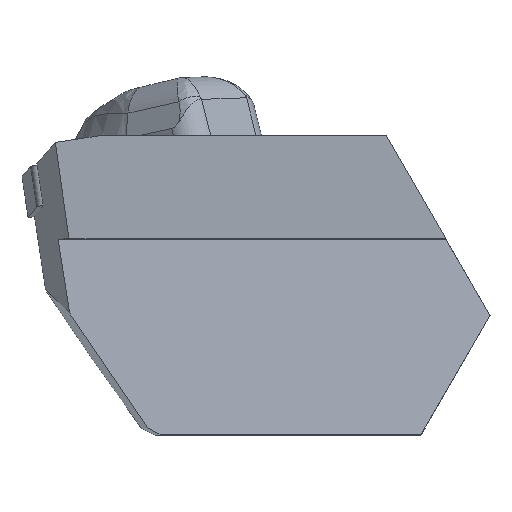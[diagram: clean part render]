
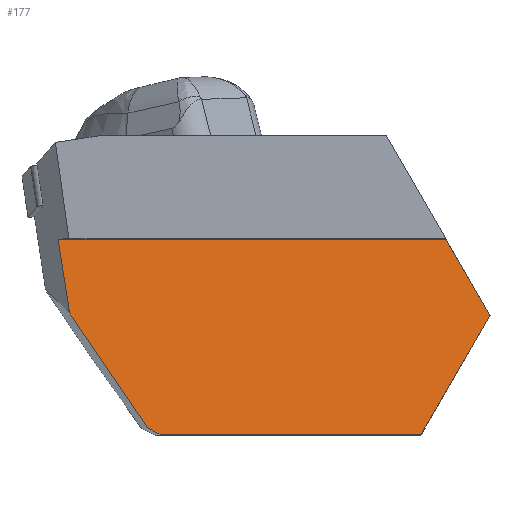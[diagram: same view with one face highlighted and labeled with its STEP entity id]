
A CAD part, top view. The second image highlights one B-rep face of the part: STEP entity #177.
In plain terms, the highlighted planar face has unit normal (0, 0.139, 0.99).
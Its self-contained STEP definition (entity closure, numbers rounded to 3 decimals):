
#177=ADVANCED_FACE('',(#280),#239,.T.);
#239=PLANE('',#1372);
#280=FACE_OUTER_BOUND('',#338,.T.);
#338=EDGE_LOOP('',(#513,#514,#515,#516,#517,#518,#519));
#513=ORIENTED_EDGE('',*,*,#968,.F.);
#514=ORIENTED_EDGE('',*,*,#969,.T.);
#515=ORIENTED_EDGE('',*,*,#958,.T.);
#516=ORIENTED_EDGE('',*,*,#970,.T.);
#517=ORIENTED_EDGE('',*,*,#971,.T.);
#518=ORIENTED_EDGE('',*,*,#972,.T.);
#519=ORIENTED_EDGE('',*,*,#947,.T.);
#821=VERTEX_POINT('',#1855);
#822=VERTEX_POINT('',#1857);
#829=VERTEX_POINT('',#1878);
#830=VERTEX_POINT('',#1879);
#837=VERTEX_POINT('',#1898);
#838=VERTEX_POINT('',#1901);
#839=VERTEX_POINT('',#1903);
#947=EDGE_CURVE('',#822,#821,#1112,.T.);
#958=EDGE_CURVE('',#829,#830,#1123,.T.);
#968=EDGE_CURVE('',#837,#821,#1132,.T.);
#969=EDGE_CURVE('',#837,#829,#1133,.T.);
#970=EDGE_CURVE('',#830,#838,#1134,.T.);
#971=EDGE_CURVE('',#838,#839,#1135,.T.);
#972=EDGE_CURVE('',#839,#822,#1136,.T.);
#1112=LINE('',#1856,#1217);
#1123=LINE('',#1877,#1228);
#1132=LINE('',#1897,#1237);
#1133=LINE('',#1899,#1238);
#1134=LINE('',#1900,#1239);
#1135=LINE('',#1902,#1240);
#1136=LINE('',#1904,#1241);
#1217=VECTOR('',#1518,1.);
#1228=VECTOR('',#1535,1.);
#1237=VECTOR('',#1550,1.);
#1238=VECTOR('',#1551,1.);
#1239=VECTOR('',#1552,1.);
#1240=VECTOR('',#1553,1.);
#1241=VECTOR('',#1554,1.);
#1372=AXIS2_PLACEMENT_3D('',#1905,#1555,#1556);
#1518=DIRECTION('',(0.153,-0.979,0.138));
#1535=DIRECTION('',(1.,0.,0.));
#1550=DIRECTION('',(-0.558,0.822,-0.116));
#1551=DIRECTION('',(0.881,-0.468,0.066));
#1552=DIRECTION('',(0.496,0.86,-0.121));
#1553=DIRECTION('',(-0.496,0.86,-0.121));
#1554=DIRECTION('',(-1.,0.,0.));
#1555=DIRECTION('',(0.,0.139,0.99));
#1556=DIRECTION('',(0.,-0.99,0.139));
#1855=CARTESIAN_POINT('',(-46.732,-15.77,1.204));
#1856=CARTESIAN_POINT('',(-47.548,-10.538,0.469));
#1857=CARTESIAN_POINT('',(-48.069,-7.2,0.));
#1877=CARTESIAN_POINT('',(-25.741,-29.9,3.19));
#1878=CARTESIAN_POINT('',(-36.142,-29.9,3.19));
#1879=CARTESIAN_POINT('',(-6.037,-29.9,3.19));
#1897=CARTESIAN_POINT('',(-44.208,-19.489,1.727));
#1898=CARTESIAN_POINT('',(-37.706,-29.07,3.074));
#1899=CARTESIAN_POINT('',(-39.164,-28.296,2.965));
#1900=CARTESIAN_POINT('',(-4.365,-27.003,2.783));
#1901=CARTESIAN_POINT('',(1.963,-16.044,1.243));
#1902=CARTESIAN_POINT('',(-8.71,2.442,-1.355));
#1903=CARTESIAN_POINT('',(-3.143,-7.2,0.));
#1904=CARTESIAN_POINT('',(-53.,-7.2,0.));
#1905=CARTESIAN_POINT('',(-25.741,-7.2,0.));
